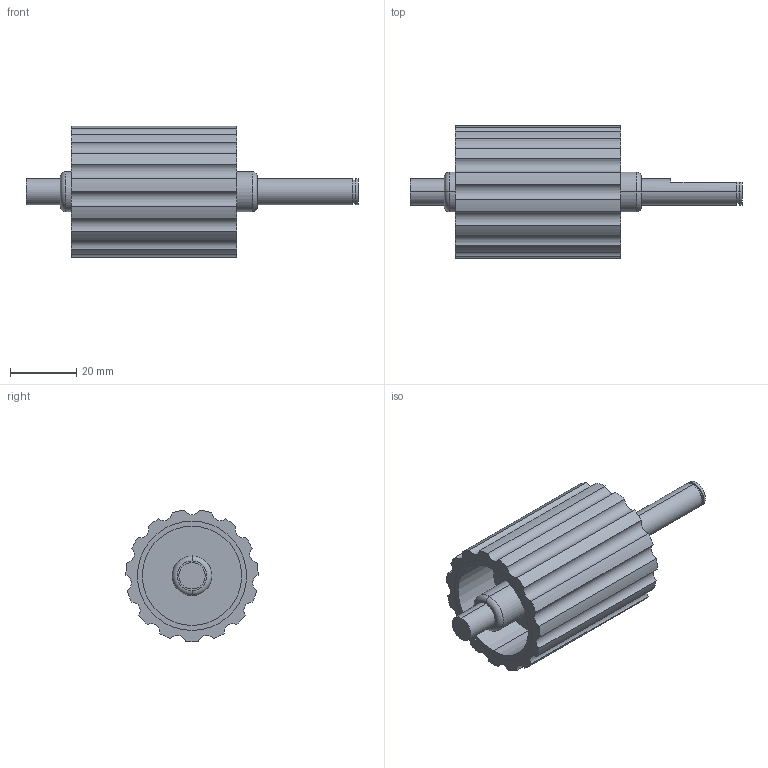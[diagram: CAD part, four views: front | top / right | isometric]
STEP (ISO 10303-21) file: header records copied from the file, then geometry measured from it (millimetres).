
FILE_DESCRIPTION (( 'STEP AP214' ), '1' );
FILE_NAME ('SBX wheel freshie v1 tread cut off.STEP', '2021-09-04T00:23:20', ( '' ), ( '' ), 'SwSTEP 2.0', 'SolidWorks 2019', '' );
FILE_SCHEMA (( 'AUTOMOTIVE_DESIGN' ));
Length unit declared in the file: millimetre
Products named in the file (1): SBX wheel freshie v1 tread cut off
Bounding box: 100.3 x 39.98 x 39.85 mm (x, y, z)
Volume: 45470.2 mm3; surface area: 14487.6 mm2
Topology: 1 solids, 1 shells, 77 faces, 197 edges, 130 vertices
Faces by surface type: cylinder 59, plane 14, torus 4
Entity records: 2815 total; most frequent: DIRECTION 481, CARTESIAN_POINT 405, ORIENTED_EDGE 394, AXIS2_PLACEMENT_3D 206, EDGE_CURVE 197, VERTEX_POINT 130, CIRCLE 128, EDGE_LOOP 85
